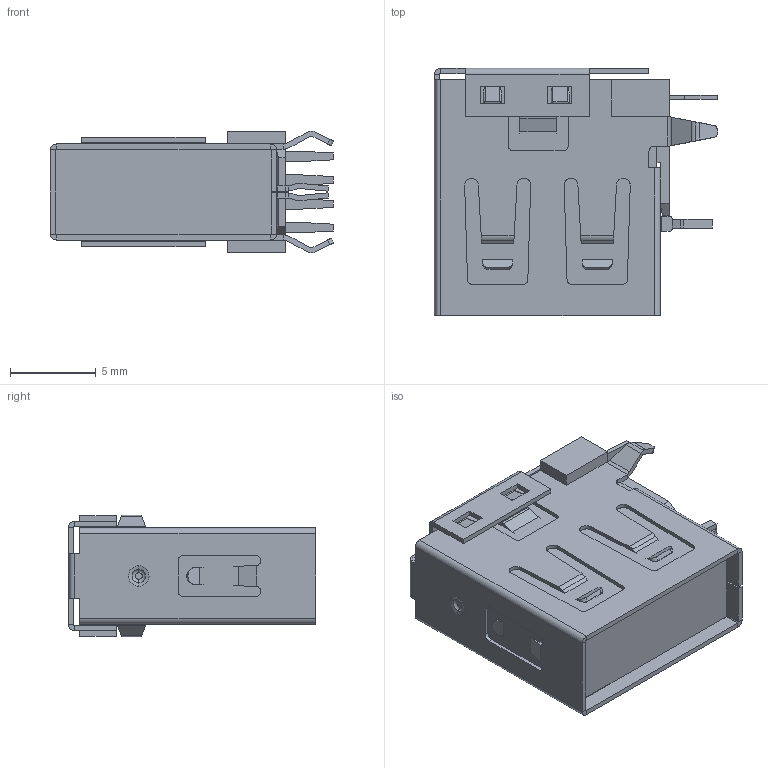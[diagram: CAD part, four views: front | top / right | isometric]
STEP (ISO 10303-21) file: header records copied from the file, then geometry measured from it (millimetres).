
FILE_DESCRIPTION (( 'STEP AP203' ), '1' );
FILE_NAME ('USB-265-BRW.STEP', '2023-03-06T08:33:11', ( '' ), ( '' ), 'SwSTEP 2.0', 'SolidWorks 2020', '' );
FILE_SCHEMA (( 'CONFIG_CONTROL_DESIGN' ));
Length unit declared in the file: millimetre
Products named in the file (1): USB-265-BRW
Bounding box: 16.5 x 14.4 x 7.09 mm (x, y, z)
Volume: 976.4 mm3; surface area: 1811.4 mm2
Topology: 2 solids, 2 shells, 906 faces, 2483 edges, 1606 vertices
Faces by surface type: plane 670, cylinder 227, torus 4, bspline 3, cone 2
Entity records: 28396 total; most frequent: CARTESIAN_POINT 5579, ORIENTED_EDGE 4966, DIRECTION 4417, EDGE_CURVE 2483, LINE 2009, VECTOR 2009, VERTEX_POINT 1606, AXIS2_PLACEMENT_3D 1204
